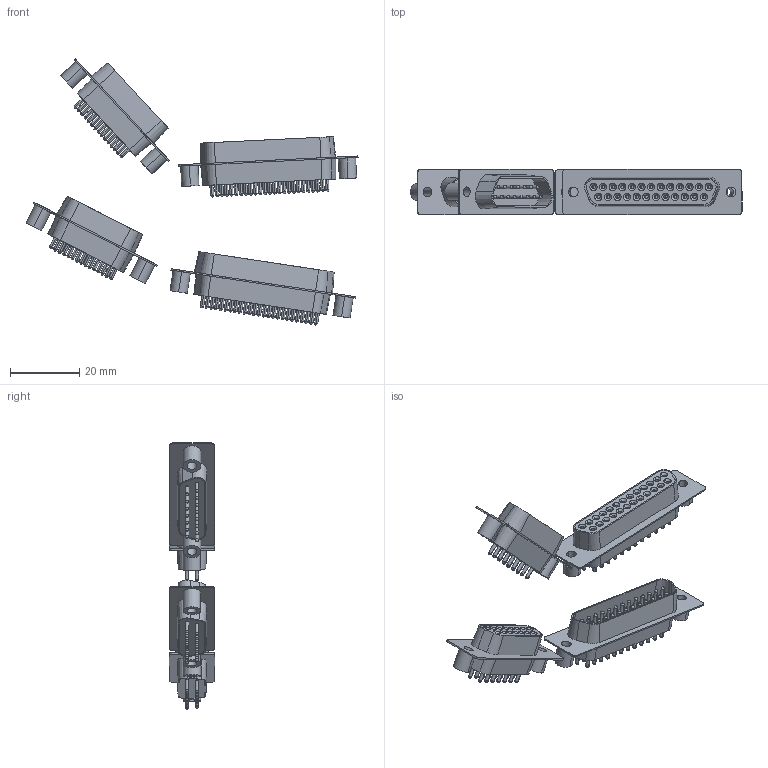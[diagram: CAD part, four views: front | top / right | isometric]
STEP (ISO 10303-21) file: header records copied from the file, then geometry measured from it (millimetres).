
FILE_DESCRIPTION (( 'STEP AP214' ), '1' );
FILE_NAME ('SubD1525.STEP', '2017-10-12T13:50:58', ( 'UTILISATEUR' ), ( 'Hewlett-Packard Company' ), 'SwSTEP 2.0', 'SolidWorks 2016', '' );
FILE_SCHEMA (( 'AUTOMOTIVE_DESIGN' ));
Length unit declared in the file: millimetre
Products named in the file (5): DB25_M; DB25_F; DB15_M; DB15_F; SubD1525
Assembly tree (4 placements, depth 2):
  SubD1525
    DB15_F
    DB15_M
    DB25_F
    DB25_M
Bounding box: 95.7 x 13 x 76.7 mm (x, y, z)
Volume: 11139.4 mm3; surface area: 12388.3 mm2
Topology: 4 solids, 4 shells, 784 faces, 2056 edges, 1344 vertices
Faces by surface type: cylinder 392, plane 152, cone 120, sphere 120
Entity records: 29240 total; most frequent: DIRECTION 4222, CARTESIAN_POINT 3591, ORIENTED_EDGE 3392, AXIS2_PLACEMENT_3D 1735, EDGE_CURVE 1696, VERTEX_POINT 1104, EDGE_LOOP 984, CIRCLE 944
